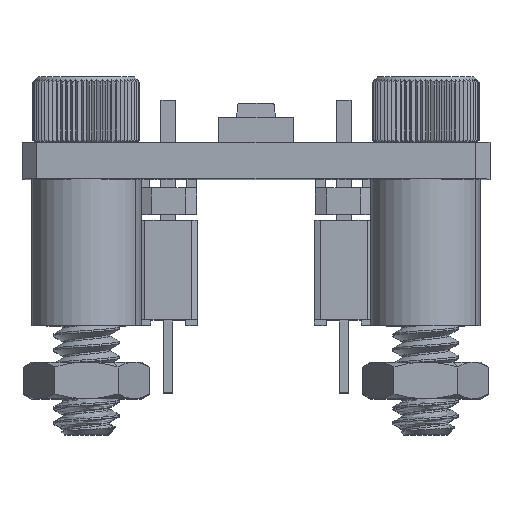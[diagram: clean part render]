
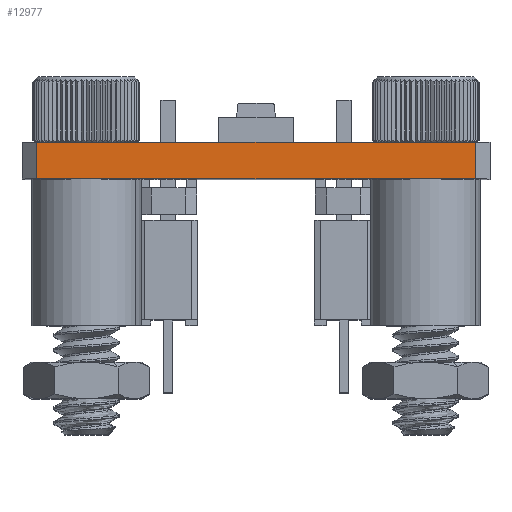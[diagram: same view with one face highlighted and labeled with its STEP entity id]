
A CAD part, top view. The second image highlights one B-rep face of the part: STEP entity #12977.
In plain terms, the highlighted planar face has unit normal (0, 0, 1).
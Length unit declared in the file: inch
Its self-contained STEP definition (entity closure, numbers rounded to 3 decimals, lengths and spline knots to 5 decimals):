
#683 = CARTESIAN_POINT ( 'NONE',  ( -0.4, 0., 0.4 ) ) ;
#871 = LINE ( 'NONE', #683, #20591 ) ;
#960 = VECTOR ( 'NONE', #14421, 39.37008 ) ;
#2394 = ORIENTED_EDGE ( 'NONE', *, *, #5103, .T. ) ;
#3403 = VECTOR ( 'NONE', #19214, 39.37008 ) ;
#3420 = ORIENTED_EDGE ( 'NONE', *, *, #16423, .T. ) ;
#3848 = PLANE ( 'NONE',  #28194 ) ;
#5103 = EDGE_CURVE ( 'NONE', #17409, #25312, #871, .T. ) ;
#6043 = ORIENTED_EDGE ( 'NONE', *, *, #20732, .F. ) ;
#6824 = CARTESIAN_POINT ( 'NONE',  ( -0.4, 0.063, 0.4 ) ) ;
#9113 = DIRECTION ( 'NONE',  ( 1., 0., 0. ) ) ;
#10071 = LINE ( 'NONE', #21431, #3403 ) ;
#11268 = CARTESIAN_POINT ( 'NONE',  ( 0.375, 0.063, 0.4 ) ) ;
#12484 = VECTOR ( 'NONE', #30207, 39.37008 ) ;
#12977 = ADVANCED_FACE ( 'NONE', ( #29569 ), #3848, .F. ) ;
#14243 = LINE ( 'NONE', #11268, #960 ) ;
#14421 = DIRECTION ( 'NONE',  ( 0., 1., 0. ) ) ;
#14473 = CARTESIAN_POINT ( 'NONE',  ( 0.375, 0.063, 0.4 ) ) ;
#16423 = EDGE_CURVE ( 'NONE', #30847, #17409, #23883, .T. ) ;
#17409 = VERTEX_POINT ( 'NONE', #33938 ) ;
#18414 = DIRECTION ( 'NONE',  ( 0., 0., -1. ) ) ;
#19214 = DIRECTION ( 'NONE',  ( 1., 0., 0. ) ) ;
#20083 = EDGE_CURVE ( 'NONE', #25312, #27274, #14243, .T. ) ;
#20591 = VECTOR ( 'NONE', #9113, 39.37008 ) ;
#20732 = EDGE_CURVE ( 'NONE', #30847, #27274, #10071, .T. ) ;
#21431 = CARTESIAN_POINT ( 'NONE',  ( -0.4, 0.063, 0.4 ) ) ;
#22054 = CARTESIAN_POINT ( 'NONE',  ( 0.375, 0., 0.4 ) ) ;
#22698 = CARTESIAN_POINT ( 'NONE',  ( -0.375, 0.063, 0.4 ) ) ;
#23883 = LINE ( 'NONE', #32631, #12484 ) ;
#25312 = VERTEX_POINT ( 'NONE', #22054 ) ;
#26798 = DIRECTION ( 'NONE',  ( -1., 0., 0. ) ) ;
#27274 = VERTEX_POINT ( 'NONE', #14473 ) ;
#28194 = AXIS2_PLACEMENT_3D ( 'NONE', #6824, #18414, #26798 ) ;
#29569 = FACE_OUTER_BOUND ( 'NONE', #35836, .T. ) ;
#30207 = DIRECTION ( 'NONE',  ( 0., -1., 0. ) ) ;
#30847 = VERTEX_POINT ( 'NONE', #22698 ) ;
#32277 = ORIENTED_EDGE ( 'NONE', *, *, #20083, .T. ) ;
#32631 = CARTESIAN_POINT ( 'NONE',  ( -0.375, 0.063, 0.4 ) ) ;
#33938 = CARTESIAN_POINT ( 'NONE',  ( -0.375, 0., 0.4 ) ) ;
#35836 = EDGE_LOOP ( 'NONE', ( #2394, #32277, #6043, #3420 ) ) ;
